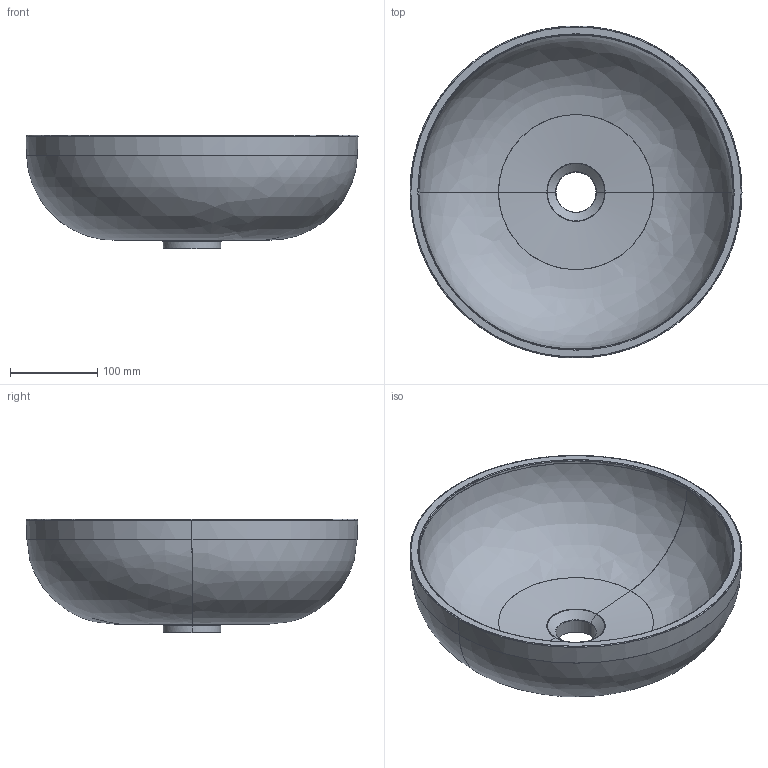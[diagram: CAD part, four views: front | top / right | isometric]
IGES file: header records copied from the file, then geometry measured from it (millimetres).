
Start section: SolidWorks IGES file using analytic representation for surfaces
Global section: file name: DEVA.IGS; native system: SolidWorks 2022; preprocessor: SolidWorks 2022; author: a.dellen; date: 221026.124927; units: millimetre
Bounding box: 379.93 x 379.63 x 130 mm (x, y, z)
Surface area: 374808 mm2 (no closed solid volume)
Topology: 0 solids, 0 shells, 29 faces, 472 edges, 472 vertices
Faces by surface type: bspline 25, revolution 4
